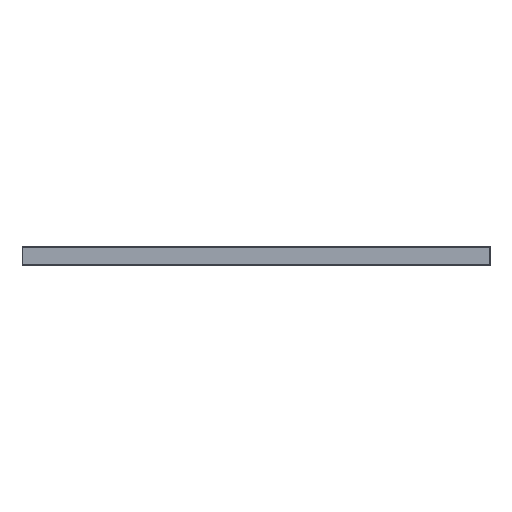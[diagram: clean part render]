
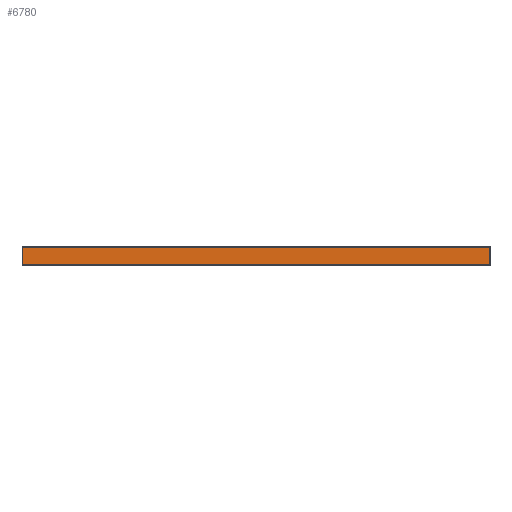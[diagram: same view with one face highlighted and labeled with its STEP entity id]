
A CAD part, left-side view. The second image highlights one B-rep face of the part: STEP entity #6780.
In plain terms, the highlighted planar face has unit normal (-1, 0, 0).
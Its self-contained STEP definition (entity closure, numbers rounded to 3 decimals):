
#6724 = VERTEX_POINT('',#6725);
#6725 = CARTESIAN_POINT('',(109.538,-123.825,1.51));
#6731 = EDGE_CURVE('',#6732,#6724,#6734,.T.);
#6732 = VERTEX_POINT('',#6733);
#6733 = CARTESIAN_POINT('',(109.538,-123.825,0.));
#6734 = LINE('',#6735,#6736);
#6735 = CARTESIAN_POINT('',(109.538,-123.825,0.));
#6736 = VECTOR('',#6737,1.);
#6737 = DIRECTION('',(0.,0.,1.));
#6780 = ADVANCED_FACE('',(#6781),#6806,.T.);
#6781 = FACE_BOUND('',#6782,.T.);
#6782 = EDGE_LOOP('',(#6783,#6784,#6792,#6800));
#6783 = ORIENTED_EDGE('',*,*,#6731,.T.);
#6784 = ORIENTED_EDGE('',*,*,#6785,.T.);
#6785 = EDGE_CURVE('',#6724,#6786,#6788,.T.);
#6786 = VERTEX_POINT('',#6787);
#6787 = CARTESIAN_POINT('',(109.538,-83.344,1.51));
#6788 = LINE('',#6789,#6790);
#6789 = CARTESIAN_POINT('',(109.538,-123.825,1.51));
#6790 = VECTOR('',#6791,1.);
#6791 = DIRECTION('',(0.,1.,0.));
#6792 = ORIENTED_EDGE('',*,*,#6793,.F.);
#6793 = EDGE_CURVE('',#6794,#6786,#6796,.T.);
#6794 = VERTEX_POINT('',#6795);
#6795 = CARTESIAN_POINT('',(109.538,-83.344,0.));
#6796 = LINE('',#6797,#6798);
#6797 = CARTESIAN_POINT('',(109.538,-83.344,0.));
#6798 = VECTOR('',#6799,1.);
#6799 = DIRECTION('',(0.,0.,1.));
#6800 = ORIENTED_EDGE('',*,*,#6801,.F.);
#6801 = EDGE_CURVE('',#6732,#6794,#6802,.T.);
#6802 = LINE('',#6803,#6804);
#6803 = CARTESIAN_POINT('',(109.538,-123.825,0.));
#6804 = VECTOR('',#6805,1.);
#6805 = DIRECTION('',(0.,1.,0.));
#6806 = PLANE('',#6807);
#6807 = AXIS2_PLACEMENT_3D('',#6808,#6809,#6810);
#6808 = CARTESIAN_POINT('',(109.538,-123.825,0.));
#6809 = DIRECTION('',(-1.,0.,0.));
#6810 = DIRECTION('',(0.,1.,0.));
